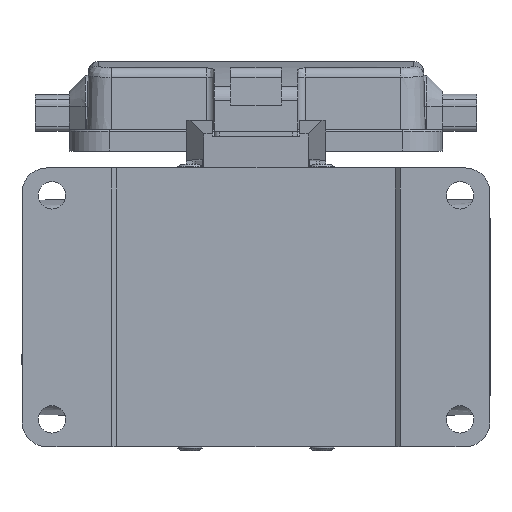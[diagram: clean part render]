
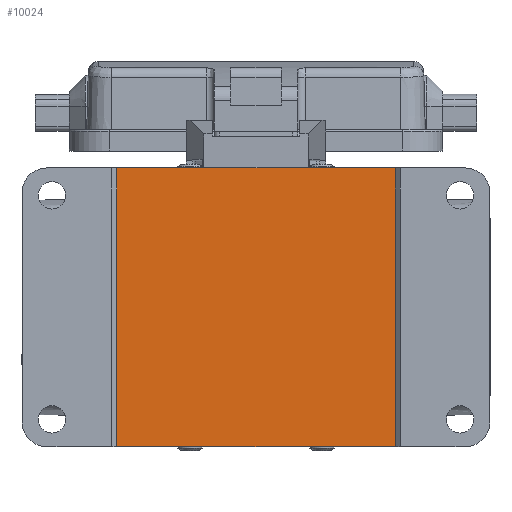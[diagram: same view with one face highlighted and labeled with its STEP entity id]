
A CAD part, front view. The second image highlights one B-rep face of the part: STEP entity #10024.
In plain terms, the highlighted planar face has unit normal (0, -1, 0).
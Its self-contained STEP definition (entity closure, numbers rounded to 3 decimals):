
#289 = VECTOR ( 'NONE', #9065, 1000. ) ;
#627 = LINE ( 'NONE', #628, #14507 ) ;
#628 = CARTESIAN_POINT ( 'NONE',  ( 47., -76., -28. ) ) ;
#629 = DIRECTION ( 'NONE',  ( -1., 0., 0. ) ) ;
#816 = AXIS2_PLACEMENT_3D ( 'NONE', #8746, #8747, #8748 ) ;
#857 = FACE_OUTER_BOUND ( 'NONE', #12881, .T. ) ;
#1950 = CARTESIAN_POINT ( 'NONE',  ( 28., -76., -28. ) ) ;
#1961 = CARTESIAN_POINT ( 'NONE',  ( -28., -76., 28. ) ) ;
#1977 = CARTESIAN_POINT ( 'NONE',  ( -28., -76., -28. ) ) ;
#2000 = CARTESIAN_POINT ( 'NONE',  ( 28., -76., 28. ) ) ;
#8745 = PLANE ( 'NONE',  #816 ) ;
#8746 = CARTESIAN_POINT ( 'NONE',  ( 28., -76., 33.6 ) ) ;
#8747 = DIRECTION ( 'NONE',  ( 0., 1., 0. ) ) ;
#8748 = DIRECTION ( 'NONE',  ( 0., 0., 1. ) ) ;
#9063 = LINE ( 'NONE', #9064, #289 ) ;
#9064 = CARTESIAN_POINT ( 'NONE',  ( 28., -76., 33.6 ) ) ;
#9065 = DIRECTION ( 'NONE',  ( 0., 0., 1. ) ) ;
#10024 = ADVANCED_FACE ( 'NONE', ( #857 ), #8745, .F. ) ;
#10912 = EDGE_CURVE ( 'NONE', #13379, #13418, #16326, .T. ) ;
#10922 = EDGE_CURVE ( 'NONE', #13379, #13475, #16386, .T. ) ;
#11162 = EDGE_CURVE ( 'NONE', #13344, #13418, #627, .T. ) ;
#11282 = EDGE_CURVE ( 'NONE', #13344, #13475, #9063, .T. ) ;
#12881 = EDGE_LOOP ( 'NONE', ( #16859, #16828, #16761, #16836 ) ) ;
#13344 = VERTEX_POINT ( 'NONE', #1950 ) ;
#13379 = VERTEX_POINT ( 'NONE', #1961 ) ;
#13418 = VERTEX_POINT ( 'NONE', #1977 ) ;
#13475 = VERTEX_POINT ( 'NONE', #2000 ) ;
#14507 = VECTOR ( 'NONE', #629, 1000. ) ;
#16326 = LINE ( 'NONE', #16327, #18723 ) ;
#16327 = CARTESIAN_POINT ( 'NONE',  ( -28., -76., 33.6 ) ) ;
#16328 = DIRECTION ( 'NONE',  ( 0., 0., -1. ) ) ;
#16386 = LINE ( 'NONE', #16387, #18729 ) ;
#16387 = CARTESIAN_POINT ( 'NONE',  ( -47., -76., 28. ) ) ;
#16388 = DIRECTION ( 'NONE',  ( 1., 0., 0. ) ) ;
#16761 = ORIENTED_EDGE ( 'NONE', *, *, #10922, .F. ) ;
#16828 = ORIENTED_EDGE ( 'NONE', *, *, #11282, .T. ) ;
#16836 = ORIENTED_EDGE ( 'NONE', *, *, #10912, .T. ) ;
#16859 = ORIENTED_EDGE ( 'NONE', *, *, #11162, .F. ) ;
#18723 = VECTOR ( 'NONE', #16328, 1000. ) ;
#18729 = VECTOR ( 'NONE', #16388, 1000. ) ;
